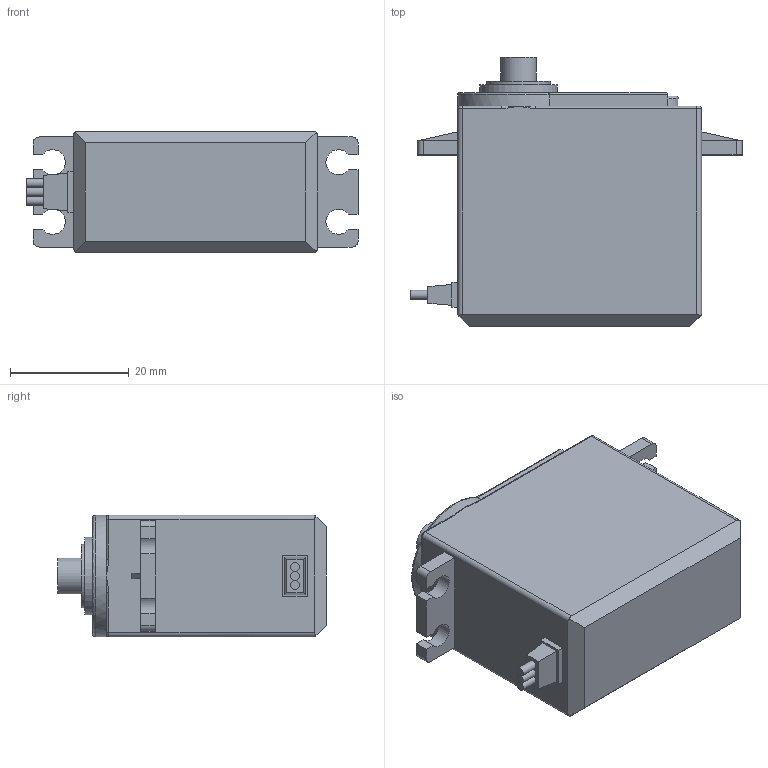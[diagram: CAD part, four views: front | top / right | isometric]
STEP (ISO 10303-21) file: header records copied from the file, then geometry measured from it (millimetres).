
FILE_DESCRIPTION(/* description */ (''),/* implementation_level */ '2;1');
FILE_NAME(/* name */ 'Servo Motor MG996R 3D Model.step',/* time_stamp */ '2020-09-03T11:22:19+02:00',/* author */ (''),/* organization */ (''),/* preprocessor_version */ 'ST-DEVELOPER v18.1',/* originating_system */ 'Autodesk Translation Framework v9.3.0.1241',/* authorisation */ '');
FILE_SCHEMA (('AUTOMOTIVE_DESIGN { 1 0 10303 214 3 1 1 }'));
Length unit declared in the file: millimetre
Products named in the file (1): Servo Motor MG996R 3d model
Bounding box: 55.8 x 45.2 x 20.5 mm (x, y, z)
Volume: 33161.3 mm3; surface area: 7101 mm2
Topology: 4 solids, 4 shells, 110 faces, 263 edges, 163 vertices
Faces by surface type: plane 67, cylinder 31, bspline 10, torus 2
Full cylindrical faces by diameter (mm): 1.5 x3, 2.5 x1, 6 x1, 10.7 x1, 13 x1
Entity records: 3526 total; most frequent: CARTESIAN_POINT 925, ORIENTED_EDGE 514, DIRECTION 514, EDGE_CURVE 257, AXIS2_PLACEMENT_3D 172, LINE 170, VECTOR 170, VERTEX_POINT 163
